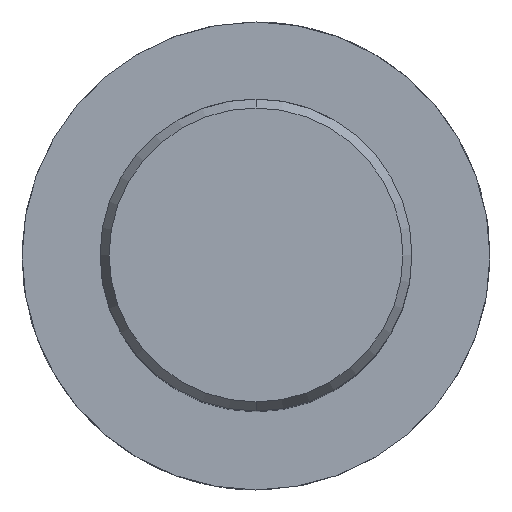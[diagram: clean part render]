
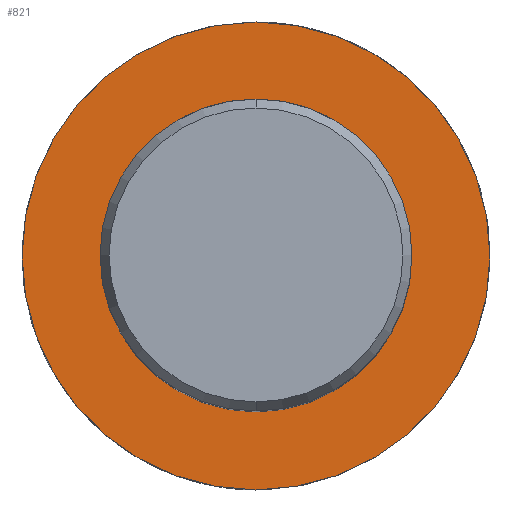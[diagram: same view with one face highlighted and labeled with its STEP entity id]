
A CAD part, top view. The second image highlights one B-rep face of the part: STEP entity #821.
In plain terms, the highlighted planar face has unit normal (0, 0, 1).
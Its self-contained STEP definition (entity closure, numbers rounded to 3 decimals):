
#453=VERTEX_POINT('',#1252);
#661=EDGE_CURVE('',#727,#453,#1479,.T.);
#727=VERTEX_POINT('',#1553);
#815=VERTEX_POINT('',#1648);
#821=ADVANCED_FACE('',(#1654,#1655),#1656,.T.);
#901=EDGE_CURVE('',#1141,#815,#1740,.T.);
#975=EDGE_CURVE('',#815,#1141,#1820,.T.);
#1105=EDGE_CURVE('',#453,#727,#1966,.T.);
#1141=VERTEX_POINT('',#2005);
#1252=CARTESIAN_POINT('',(0.0,20.0,-70.0));
#1479=CIRCLE('',#3180,20.0);
#1553=CARTESIAN_POINT('',(0.,-20.0,-70.0));
#1648=CARTESIAN_POINT('',(0.,-30.0,-70.0));
#1654=FACE_BOUND('',#3670,.T.);
#1655=FACE_OUTER_BOUND('',#3671,.T.);
#1656=PLANE('',#3672);
#1740=CIRCLE('',#3905,30.0);
#1820=CIRCLE('',#4357,30.0);
#1966=CIRCLE('',#4693,20.0);
#2005=CARTESIAN_POINT('',(0.0,30.0,-70.0));
#3180=AXIS2_PLACEMENT_3D('',#5771,#5772,#5773);
#3670=EDGE_LOOP('',(#5977,#5978));
#3671=EDGE_LOOP('',(#5979,#5980));
#3672=AXIS2_PLACEMENT_3D('',#5981,#5982,#5983);
#3905=AXIS2_PLACEMENT_3D('',#6034,#6035,#6036);
#4357=AXIS2_PLACEMENT_3D('',#6104,#6105,#6106);
#4693=AXIS2_PLACEMENT_3D('',#6299,#6300,#6301);
#5771=CARTESIAN_POINT('',(0.0,0.0,-70.0));
#5772=DIRECTION('',(-0.0,0.0,-1.0));
#5773=DIRECTION('',(0.0,1.0,0.0));
#5977=ORIENTED_EDGE('',*,*,#1105,.T.);
#5978=ORIENTED_EDGE('',*,*,#661,.T.);
#5979=ORIENTED_EDGE('',*,*,#901,.F.);
#5980=ORIENTED_EDGE('',*,*,#975,.F.);
#5981=CARTESIAN_POINT('',(0.0,15.0,-70.0));
#5982=DIRECTION('',(-0.0,0.0,1.0));
#5983=DIRECTION('',(0.0,-1.0,0.0));
#6034=CARTESIAN_POINT('',(0.0,0.0,-70.0));
#6035=DIRECTION('',(0.0,0.0,-1.0));
#6036=DIRECTION('',(0.0,1.0,0.0));
#6104=CARTESIAN_POINT('',(0.0,0.0,-70.0));
#6105=DIRECTION('',(0.0,0.0,-1.0));
#6106=DIRECTION('',(0.0,1.0,0.0));
#6299=CARTESIAN_POINT('',(0.0,0.0,-70.0));
#6300=DIRECTION('',(-0.0,0.0,-1.0));
#6301=DIRECTION('',(0.0,1.0,0.0));
